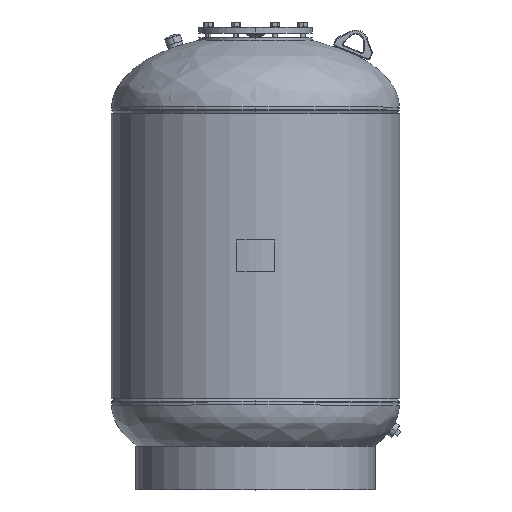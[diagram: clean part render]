
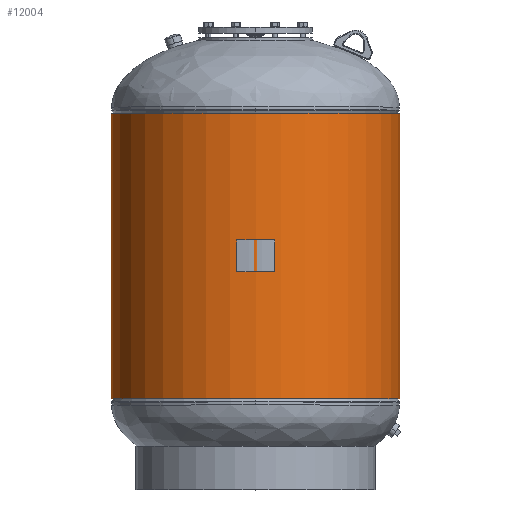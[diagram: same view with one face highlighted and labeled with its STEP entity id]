
A CAD part, top view. The second image highlights one B-rep face of the part: STEP entity #12004.
In plain terms, the highlighted cylindrical face has radius 459.029 mm (diameter 918.058 mm), a full revolution.
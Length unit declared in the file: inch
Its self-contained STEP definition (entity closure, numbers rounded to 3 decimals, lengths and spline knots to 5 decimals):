
#136 = EDGE_CURVE ( 'NONE', #9773, #33453, #23081, .T. ) ;
#2102 = DIRECTION ( 'NONE',  ( 0., 1., 0. ) ) ;
#2462 = VECTOR ( 'NONE', #7628, 39.37008 ) ;
#2784 = CARTESIAN_POINT ( 'NONE',  ( 0., 0., 0. ) ) ;
#3055 = EDGE_CURVE ( 'NONE', #9773, #15731, #3194, .T. ) ;
#3194 = CIRCLE ( 'NONE', #32293, 18.072 ) ;
#3296 = DIRECTION ( 'NONE',  ( 0., 0., -1. ) ) ;
#3546 = DIRECTION ( 'NONE',  ( 0., 0., -1. ) ) ;
#4783 = AXIS2_PLACEMENT_3D ( 'NONE', #26574, #11444, #3546 ) ;
#5360 = DIRECTION ( 'NONE',  ( 0., -1., 0. ) ) ;
#5786 = FACE_OUTER_BOUND ( 'NONE', #9601, .T. ) ;
#7076 = LINE ( 'NONE', #17546, #28964 ) ;
#7628 = DIRECTION ( 'NONE',  ( 0., 1., 0. ) ) ;
#9601 = EDGE_LOOP ( 'NONE', ( #21400, #31912, #20601, #15104 ) ) ;
#9773 = VERTEX_POINT ( 'NONE', #31116 ) ;
#11402 = CIRCLE ( 'NONE', #15246, 18.072 ) ;
#11444 = DIRECTION ( 'NONE',  ( 0., -1., 0. ) ) ;
#12004 = ADVANCED_FACE ( 'NONE', ( #5786 ), #16586, .T. ) ;
#12201 = DIRECTION ( 'NONE',  ( 0., -1., 0. ) ) ;
#13661 = EDGE_CURVE ( 'NONE', #33453, #28352, #11402, .T. ) ;
#15104 = ORIENTED_EDGE ( 'NONE', *, *, #13661, .T. ) ;
#15246 = AXIS2_PLACEMENT_3D ( 'NONE', #31109, #12201, #33341 ) ;
#15731 = VERTEX_POINT ( 'NONE', #28637 ) ;
#16586 = CYLINDRICAL_SURFACE ( 'NONE', #4783, 18.072 ) ;
#17546 = CARTESIAN_POINT ( 'NONE',  ( 0., 0., -18.072 ) ) ;
#20601 = ORIENTED_EDGE ( 'NONE', *, *, #136, .T. ) ;
#21400 = ORIENTED_EDGE ( 'NONE', *, *, #30215, .F. ) ;
#23081 = LINE ( 'NONE', #33570, #2462 ) ;
#24836 = CARTESIAN_POINT ( 'NONE',  ( 0., 35.68, -18.072 ) ) ;
#26396 = CARTESIAN_POINT ( 'NONE',  ( 0.00315, 35.68, -18.072 ) ) ;
#26574 = CARTESIAN_POINT ( 'NONE',  ( 0., 0., 0. ) ) ;
#28352 = VERTEX_POINT ( 'NONE', #24836 ) ;
#28637 = CARTESIAN_POINT ( 'NONE',  ( 0., 0., -18.072 ) ) ;
#28964 = VECTOR ( 'NONE', #2102, 39.37008 ) ;
#30215 = EDGE_CURVE ( 'NONE', #15731, #28352, #7076, .T. ) ;
#31109 = CARTESIAN_POINT ( 'NONE',  ( 0., 35.68, 0. ) ) ;
#31116 = CARTESIAN_POINT ( 'NONE',  ( 0.00315, 0., -18.072 ) ) ;
#31912 = ORIENTED_EDGE ( 'NONE', *, *, #3055, .F. ) ;
#32293 = AXIS2_PLACEMENT_3D ( 'NONE', #2784, #5360, #3296 ) ;
#33341 = DIRECTION ( 'NONE',  ( 0., 0., -1. ) ) ;
#33453 = VERTEX_POINT ( 'NONE', #26396 ) ;
#33570 = CARTESIAN_POINT ( 'NONE',  ( 0.00315, 0., -18.072 ) ) ;
